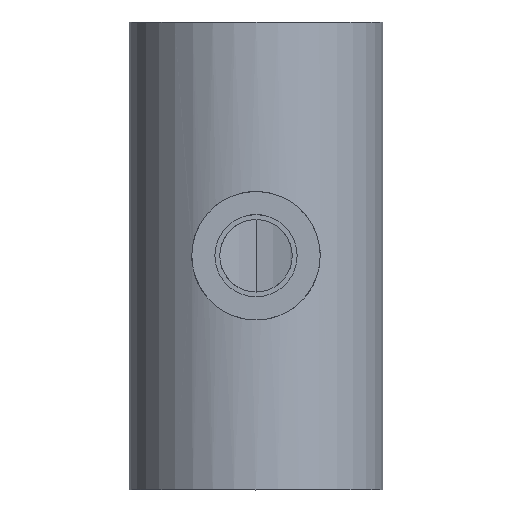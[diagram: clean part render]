
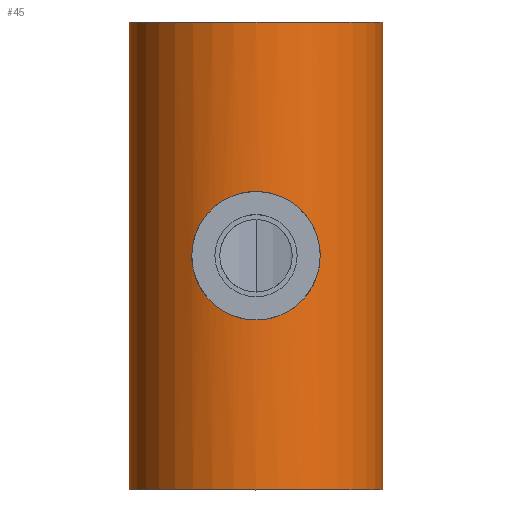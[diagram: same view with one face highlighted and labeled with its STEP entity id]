
A CAD part, top view. The second image highlights one B-rep face of the part: STEP entity #45.
In plain terms, the highlighted cylindrical face has radius 38.5 mm (diameter 77 mm), a partial arc.
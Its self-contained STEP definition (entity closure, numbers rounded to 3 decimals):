
#45=ADVANCED_FACE('',(#103,#104),#105,.T.);
#103=FACE_OUTER_BOUND('',#178,.T.);
#104=FACE_BOUND('',#179,.T.);
#105=CYLINDRICAL_SURFACE('',#180,38.5);
#178=EDGE_LOOP('',(#247,#248,#249,#250));
#179=EDGE_LOOP('',(#251,#252));
#180=AXIS2_PLACEMENT_3D('',#253,#254,#255);
#247=ORIENTED_EDGE('',*,*,#418,.F.);
#248=ORIENTED_EDGE('',*,*,#419,.F.);
#249=ORIENTED_EDGE('',*,*,#420,.F.);
#250=ORIENTED_EDGE('',*,*,#421,.F.);
#251=ORIENTED_EDGE('',*,*,#422,.T.);
#252=ORIENTED_EDGE('',*,*,#423,.T.);
#253=CARTESIAN_POINT('',(0.0,0.0,0.0));
#254=DIRECTION('',(0.0,-1.0,0.0));
#255=DIRECTION('',(1.0,0.0,0.0));
#418=EDGE_CURVE('',#484,#485,#486,.T.);
#419=EDGE_CURVE('',#487,#484,#488,.T.);
#420=EDGE_CURVE('',#489,#487,#490,.T.);
#421=EDGE_CURVE('',#485,#489,#491,.T.);
#422=EDGE_CURVE('',#492,#493,#494,.T.);
#423=EDGE_CURVE('',#493,#492,#495,.T.);
#484=VERTEX_POINT('',#580);
#485=VERTEX_POINT('',#581);
#486=LINE('',#582,#583);
#487=VERTEX_POINT('',#584);
#488=CIRCLE('',#585,38.5);
#489=VERTEX_POINT('',#586);
#490=LINE('',#587,#588);
#491=CIRCLE('',#589,38.5);
#492=VERTEX_POINT('',#590);
#493=VERTEX_POINT('',#591);
#494=B_SPLINE_CURVE_WITH_KNOTS('',3,(#592,#593,#594,#595,#596,#597,#598,#599,#600,#601,#602,#603,#604,#605,#606,#607,#608,#609,#610,#611,#612,#613,#614,#615,#616,#617,#618,#619,#620,#621,#622,#623,#624,#625,#626,#627,#628,#629,#630,#631,#632,#633,#634,#635,#636,#637,#638,#639,#640,#641),.UNSPECIFIED.,.F.,.F.,(4,2,2,2,2,2,2,2,2,2,2,2,2,2,2,2,2,2,2,2,2,2,2,2,4),(0.0,1.878,3.756,5.633,7.511,11.267,15.022,18.767,22.511,24.384,26.256,28.128,30.001,31.873,33.745,35.618,37.49,41.235,44.979,48.735,52.49,54.368,56.246,58.124,60.001),.UNSPECIFIED.);
#495=B_SPLINE_CURVE_WITH_KNOTS('',3,(#642,#643,#644,#645,#646,#647,#648,#649,#650,#651,#652,#653,#654,#655,#656,#657,#658,#659,#660,#661,#662,#663,#664,#665,#666,#667,#668,#669,#670,#671,#672,#673,#674,#675,#676,#677,#678,#679,#680,#681,#682,#683,#684,#685,#686,#687,#688,#689,#690,#691),.UNSPECIFIED.,.F.,.F.,(4,2,2,2,2,2,2,2,2,2,2,2,2,2,2,2,2,2,2,2,2,2,2,2,4),(60.001,61.879,63.757,65.635,67.512,71.268,75.023,78.768,82.513,84.385,86.257,88.13,90.002,91.874,93.747,95.619,97.491,101.236,104.981,108.736,112.492,114.369,116.247,118.125,120.003),.UNSPECIFIED.);
#580=CARTESIAN_POINT('',(38.5,71.0,0.0));
#581=CARTESIAN_POINT('',(38.5,-71.0,0.0));
#582=CARTESIAN_POINT('',(38.5,0.0,0.));
#583=VECTOR('',#856,1.0);
#584=CARTESIAN_POINT('',(-38.5,71.0,0.));
#585=AXIS2_PLACEMENT_3D('',#857,#858,#859);
#586=CARTESIAN_POINT('',(-38.5,-71.0,0.));
#587=CARTESIAN_POINT('',(-38.5,0.0,0.));
#588=VECTOR('',#860,1.0);
#589=AXIS2_PLACEMENT_3D('',#861,#862,#863);
#590=CARTESIAN_POINT('',(-19.5,0.0,33.196));
#591=CARTESIAN_POINT('',(19.5,0.,33.196));
#592=CARTESIAN_POINT('',(-19.5,0.0,33.196));
#593=CARTESIAN_POINT('',(-19.5,0.626,33.196));
#594=CARTESIAN_POINT('',(-19.47,1.26,33.214));
#595=CARTESIAN_POINT('',(-19.345,2.533,33.287));
#596=CARTESIAN_POINT('',(-19.251,3.172,33.342));
#597=CARTESIAN_POINT('',(-18.999,4.441,33.486));
#598=CARTESIAN_POINT('',(-18.84,5.072,33.576));
#599=CARTESIAN_POINT('',(-18.46,6.315,33.786));
#600=CARTESIAN_POINT('',(-18.239,6.928,33.907));
#601=CARTESIAN_POINT('',(-17.489,8.722,34.303));
#602=CARTESIAN_POINT('',(-16.869,9.863,34.616));
#603=CARTESIAN_POINT('',(-15.447,11.969,35.274));
#604=CARTESIAN_POINT('',(-14.643,12.934,35.618));
#605=CARTESIAN_POINT('',(-12.937,14.64,36.273));
#606=CARTESIAN_POINT('',(-11.973,15.444,36.607));
#607=CARTESIAN_POINT('',(-9.867,16.868,37.23));
#608=CARTESIAN_POINT('',(-8.724,17.488,37.518));
#609=CARTESIAN_POINT('',(-6.927,18.24,37.877));
#610=CARTESIAN_POINT('',(-6.313,18.461,37.984));
#611=CARTESIAN_POINT('',(-5.068,18.841,38.17));
#612=CARTESIAN_POINT('',(-4.437,19.,38.249));
#613=CARTESIAN_POINT('',(-3.167,19.252,38.375));
#614=CARTESIAN_POINT('',(-2.529,19.346,38.422));
#615=CARTESIAN_POINT('',(-1.257,19.47,38.485));
#616=CARTESIAN_POINT('',(-0.624,19.5,38.5));
#617=CARTESIAN_POINT('',(0.624,19.5,38.5));
#618=CARTESIAN_POINT('',(1.257,19.47,38.485));
#619=CARTESIAN_POINT('',(2.529,19.346,38.422));
#620=CARTESIAN_POINT('',(3.167,19.252,38.375));
#621=CARTESIAN_POINT('',(4.437,19.,38.249));
#622=CARTESIAN_POINT('',(5.068,18.841,38.17));
#623=CARTESIAN_POINT('',(6.313,18.461,37.984));
#624=CARTESIAN_POINT('',(6.927,18.24,37.877));
#625=CARTESIAN_POINT('',(8.724,17.488,37.518));
#626=CARTESIAN_POINT('',(9.867,16.868,37.23));
#627=CARTESIAN_POINT('',(11.973,15.444,36.607));
#628=CARTESIAN_POINT('',(12.937,14.64,36.273));
#629=CARTESIAN_POINT('',(14.643,12.934,35.618));
#630=CARTESIAN_POINT('',(15.447,11.969,35.274));
#631=CARTESIAN_POINT('',(16.869,9.863,34.616));
#632=CARTESIAN_POINT('',(17.489,8.722,34.303));
#633=CARTESIAN_POINT('',(18.239,6.928,33.907));
#634=CARTESIAN_POINT('',(18.46,6.315,33.786));
#635=CARTESIAN_POINT('',(18.84,5.072,33.576));
#636=CARTESIAN_POINT('',(18.999,4.441,33.486));
#637=CARTESIAN_POINT('',(19.251,3.172,33.342));
#638=CARTESIAN_POINT('',(19.345,2.533,33.287));
#639=CARTESIAN_POINT('',(19.47,1.26,33.214));
#640=CARTESIAN_POINT('',(19.5,0.626,33.196));
#641=CARTESIAN_POINT('',(19.5,0.,33.196));
#642=CARTESIAN_POINT('',(19.5,0.0,33.196));
#643=CARTESIAN_POINT('',(19.5,-0.626,33.196));
#644=CARTESIAN_POINT('',(19.47,-1.26,33.214));
#645=CARTESIAN_POINT('',(19.345,-2.533,33.287));
#646=CARTESIAN_POINT('',(19.251,-3.172,33.342));
#647=CARTESIAN_POINT('',(18.999,-4.441,33.486));
#648=CARTESIAN_POINT('',(18.84,-5.072,33.576));
#649=CARTESIAN_POINT('',(18.46,-6.315,33.786));
#650=CARTESIAN_POINT('',(18.239,-6.928,33.907));
#651=CARTESIAN_POINT('',(17.489,-8.722,34.303));
#652=CARTESIAN_POINT('',(16.869,-9.863,34.616));
#653=CARTESIAN_POINT('',(15.447,-11.969,35.274));
#654=CARTESIAN_POINT('',(14.643,-12.934,35.618));
#655=CARTESIAN_POINT('',(12.937,-14.64,36.273));
#656=CARTESIAN_POINT('',(11.973,-15.444,36.607));
#657=CARTESIAN_POINT('',(9.867,-16.868,37.23));
#658=CARTESIAN_POINT('',(8.724,-17.488,37.518));
#659=CARTESIAN_POINT('',(6.927,-18.24,37.877));
#660=CARTESIAN_POINT('',(6.313,-18.461,37.984));
#661=CARTESIAN_POINT('',(5.068,-18.841,38.17));
#662=CARTESIAN_POINT('',(4.437,-19.,38.249));
#663=CARTESIAN_POINT('',(3.167,-19.252,38.375));
#664=CARTESIAN_POINT('',(2.529,-19.346,38.422));
#665=CARTESIAN_POINT('',(1.257,-19.47,38.485));
#666=CARTESIAN_POINT('',(0.624,-19.5,38.5));
#667=CARTESIAN_POINT('',(-0.624,-19.5,38.5));
#668=CARTESIAN_POINT('',(-1.257,-19.47,38.485));
#669=CARTESIAN_POINT('',(-2.529,-19.346,38.422));
#670=CARTESIAN_POINT('',(-3.167,-19.252,38.375));
#671=CARTESIAN_POINT('',(-4.437,-19.,38.249));
#672=CARTESIAN_POINT('',(-5.068,-18.841,38.17));
#673=CARTESIAN_POINT('',(-6.313,-18.461,37.984));
#674=CARTESIAN_POINT('',(-6.927,-18.24,37.877));
#675=CARTESIAN_POINT('',(-8.724,-17.488,37.518));
#676=CARTESIAN_POINT('',(-9.867,-16.868,37.23));
#677=CARTESIAN_POINT('',(-11.973,-15.444,36.607));
#678=CARTESIAN_POINT('',(-12.937,-14.64,36.273));
#679=CARTESIAN_POINT('',(-14.643,-12.934,35.618));
#680=CARTESIAN_POINT('',(-15.447,-11.969,35.274));
#681=CARTESIAN_POINT('',(-16.869,-9.863,34.616));
#682=CARTESIAN_POINT('',(-17.489,-8.722,34.303));
#683=CARTESIAN_POINT('',(-18.239,-6.928,33.907));
#684=CARTESIAN_POINT('',(-18.46,-6.315,33.786));
#685=CARTESIAN_POINT('',(-18.84,-5.072,33.576));
#686=CARTESIAN_POINT('',(-18.999,-4.441,33.486));
#687=CARTESIAN_POINT('',(-19.251,-3.172,33.342));
#688=CARTESIAN_POINT('',(-19.345,-2.533,33.287));
#689=CARTESIAN_POINT('',(-19.47,-1.26,33.214));
#690=CARTESIAN_POINT('',(-19.5,-0.626,33.196));
#691=CARTESIAN_POINT('',(-19.5,0.0,33.196));
#856=DIRECTION('',(0.0,-1.0,0.0));
#857=CARTESIAN_POINT('',(0.0,71.0,0.0));
#858=DIRECTION('',(-0.0,1.0,0.0));
#859=DIRECTION('',(1.0,0.0,0.0));
#860=DIRECTION('',(-0.0,1.0,-0.0));
#861=CARTESIAN_POINT('',(0.0,-71.0,0.0));
#862=DIRECTION('',(0.0,-1.0,0.0));
#863=DIRECTION('',(1.0,0.0,0.0));
